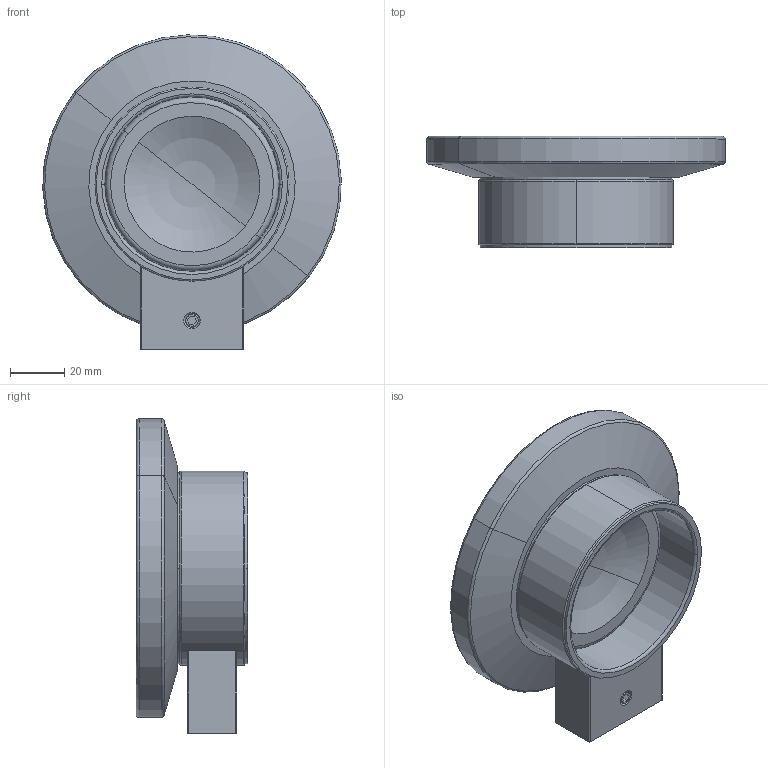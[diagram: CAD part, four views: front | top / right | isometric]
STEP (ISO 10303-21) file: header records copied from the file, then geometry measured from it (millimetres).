
FILE_DESCRIPTION (( 'STEP AP203' ), '1' );
FILE_NAME ('28015A.STEP', '2016-06-04T03:18:27', ( '微软用户' ), ( '微软中国' ), 'SwSTEP 2.0', 'SolidWorks 2011', '' );
FILE_SCHEMA (( 'CONFIG_CONTROL_DESIGN' ));
Length unit declared in the file: millimetre
Products named in the file (1): 28015A
Bounding box: 109.95 x 41 x 115.73 mm (x, y, z)
Surface area: 43314.1 mm2 (no closed solid volume)
Topology: 0 solids, 8 shells, 231 faces, 616 edges, 395 vertices
Faces by surface type: bspline 60, torus 51, cylinder 44, plane 39, cone 35, sphere 2
Entity records: 10576 total; most frequent: CARTESIAN_POINT 5235, ORIENTED_EDGE 1094, DIRECTION 1060, EDGE_CURVE 614, AXIS2_PLACEMENT_3D 440, VERTEX_POINT 395, CIRCLE 268, EDGE_LOOP 249
